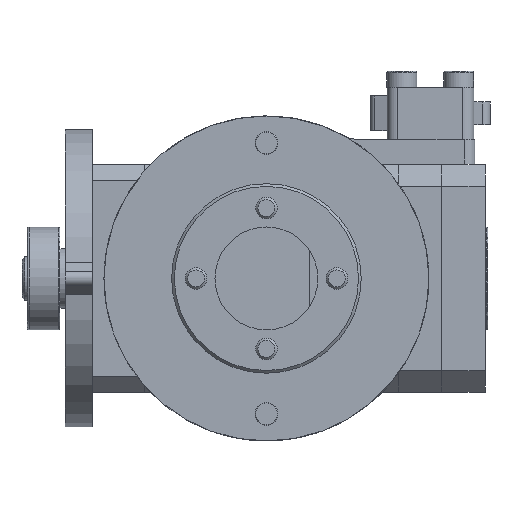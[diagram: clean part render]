
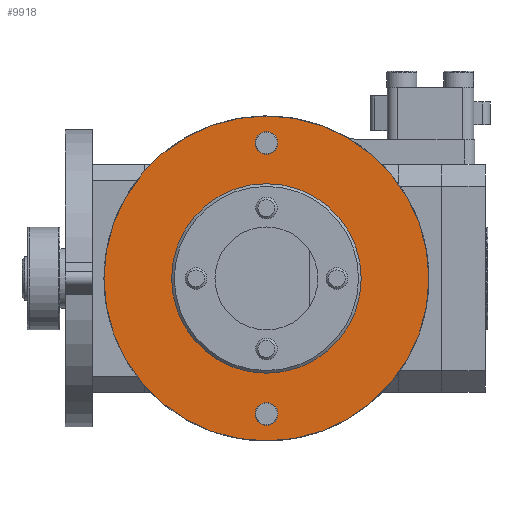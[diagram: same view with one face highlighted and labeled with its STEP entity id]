
A CAD part, left-side view. The second image highlights one B-rep face of the part: STEP entity #9918.
In plain terms, the highlighted face is planar.
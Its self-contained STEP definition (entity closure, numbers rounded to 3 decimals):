
#428=FACE_BOUND('',#2236,.T.);
#429=FACE_BOUND('',#2237,.T.);
#430=FACE_BOUND('',#2238,.T.);
#617=CIRCLE('',#11071,2.1);
#619=CIRCLE('',#11074,2.1);
#629=CIRCLE('',#11088,30.);
#650=CIRCLE('',#11124,17.5);
#1624=FACE_OUTER_BOUND('',#2235,.T.);
#2235=EDGE_LOOP('',(#7101));
#2236=EDGE_LOOP('',(#7102));
#2237=EDGE_LOOP('',(#7103));
#2238=EDGE_LOOP('',(#7104));
#4413=VERTEX_POINT('',#15797);
#4415=VERTEX_POINT('',#15803);
#4429=VERTEX_POINT('',#15840);
#4450=VERTEX_POINT('',#15909);
#5423=EDGE_CURVE('',#4413,#4413,#617,.T.);
#5426=EDGE_CURVE('',#4415,#4415,#619,.T.);
#5445=EDGE_CURVE('',#4429,#4429,#629,.T.);
#5477=EDGE_CURVE('',#4450,#4450,#650,.T.);
#7101=ORIENTED_EDGE('',*,*,#5445,.F.);
#7102=ORIENTED_EDGE('',*,*,#5423,.T.);
#7103=ORIENTED_EDGE('',*,*,#5426,.T.);
#7104=ORIENTED_EDGE('',*,*,#5477,.T.);
#9643=PLANE('',#11127);
#9918=ADVANCED_FACE('',(#1624,#428,#429,#430),#9643,.F.);
#11071=AXIS2_PLACEMENT_3D('',#15799,#12540,#12541);
#11074=AXIS2_PLACEMENT_3D('',#15805,#12547,#12548);
#11088=AXIS2_PLACEMENT_3D('',#15842,#12584,#12585);
#11124=AXIS2_PLACEMENT_3D('',#15910,#12667,#12668);
#11127=AXIS2_PLACEMENT_3D('',#15915,#12674,#12675);
#12540=DIRECTION('center_axis',(0.,1.,0.));
#12541=DIRECTION('ref_axis',(1.,0.,0.));
#12547=DIRECTION('center_axis',(0.,1.,0.));
#12548=DIRECTION('ref_axis',(1.,0.,0.));
#12584=DIRECTION('center_axis',(0.,1.,0.));
#12585=DIRECTION('ref_axis',(1.,0.,0.));
#12667=DIRECTION('center_axis',(0.,1.,0.));
#12668=DIRECTION('ref_axis',(-1.,0.,0.));
#12674=DIRECTION('center_axis',(0.,1.,0.));
#12675=DIRECTION('ref_axis',(0.,0.,1.));
#15797=CARTESIAN_POINT('',(22.9,7.5,0.));
#15799=CARTESIAN_POINT('Origin',(25.,7.5,0.));
#15803=CARTESIAN_POINT('',(-27.1,7.5,0.));
#15805=CARTESIAN_POINT('Origin',(-25.,7.5,0.));
#15840=CARTESIAN_POINT('',(-30.,7.5,0.));
#15842=CARTESIAN_POINT('Origin',(0.,7.5,0.));
#15909=CARTESIAN_POINT('',(17.5,7.5,0.));
#15910=CARTESIAN_POINT('Origin',(0.,7.5,0.));
#15915=CARTESIAN_POINT('Origin',(0.,7.5,0.));
